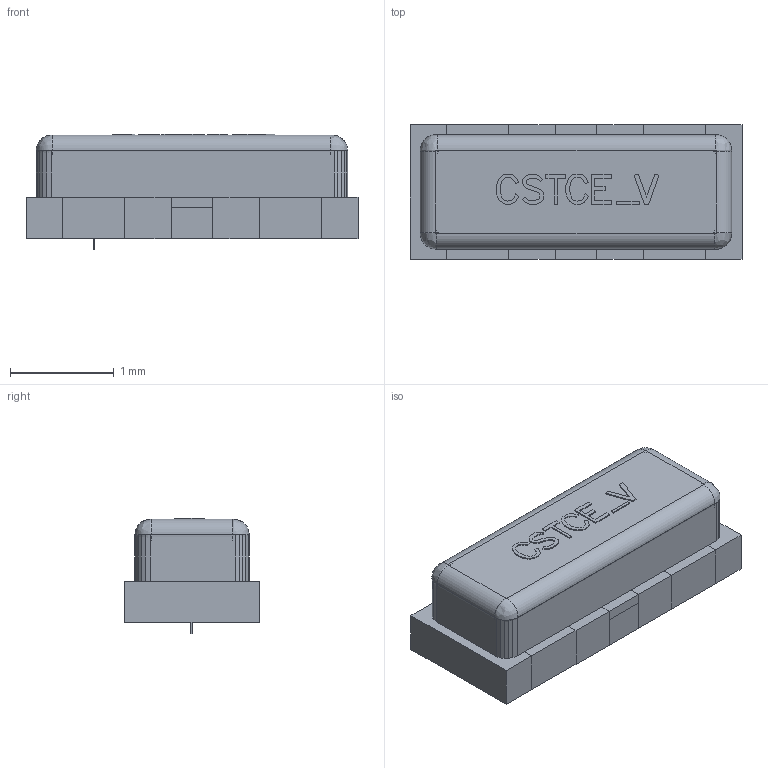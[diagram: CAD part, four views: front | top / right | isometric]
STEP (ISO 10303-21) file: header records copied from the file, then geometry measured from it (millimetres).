
FILE_DESCRIPTION (( 'STEP AP214' ), '1' );
FILE_NAME ('User Library-CSTCE_V-1.STEP', '2019-09-25T08:38:48', ( '' ), ( '' ), 'SwSTEP 2.0', 'SolidWorks 2019', '' );
FILE_SCHEMA (( 'AUTOMOTIVE_DESIGN' ));
Length unit declared in the file: millimetre
Products named in the file (44): Board1; 453330369; Extruded14; Extruded24; Cylinder3; 453563601; 453562065; Extruded13; Extruded21; 453331041; 453563985; 453331489; User Library-CSTCE_V-1; Extruded20; Cylinder2; 453566289; Extruded17; Extruded19; 453562833; Extruded22; 453557585; 453563729; 453565905; 453567057; 453565521; 453563857; Free-Models1; 453566801; Extruded23; Extruded25; Extruded18; Sphere1; Extruded15; 453565777; Extruded16
Assembly tree (52 placements, depth 4):
  User Library-CSTCE_V-1
    Board1
    Free-Models1
      453563857
        Extruded20
      453557585
        Extruded15
      453563985
        Extruded14
      453563601
        Extruded17
      453565905
        Extruded21
      453566801
        Extruded25
      453567057
        Extruded23
      453563985
        Extruded14
      453562833
        Extruded18
      453562833
        Extruded18
      453562065
        Extruded16
      453566289
        Extruded13
      453565777
        Extruded24
      453565777
        Extruded24
      453563729
        Extruded22
      453563729
        Extruded22
      453330369
        Sphere1
      453331489
        Cylinder3
      453330369
        Sphere1
      453330369
        Sphere1
      453331489
        Cylinder3
      453331041
        Cylinder2
      453330369
        Sphere1
      453331041
        Cylinder2
      453565521
        Extruded19
Bounding box: 3.2 x 1.3 x 1.12 mm (x, y, z)
Volume: 4 mm3; surface area: 43.3 mm2
Topology: 26 solids, 26 shells, 255 faces, 633 edges, 414 vertices
Faces by surface type: plane 239, bspline 8, cylinder 8
Entity records: 6994 total; most frequent: CARTESIAN_POINT 1073, DIRECTION 1008, ORIENTED_EDGE 928, EDGE_CURVE 464, VECTOR 454, LINE 454, VERTEX_POINT 310, AXIS2_PLACEMENT_3D 277
